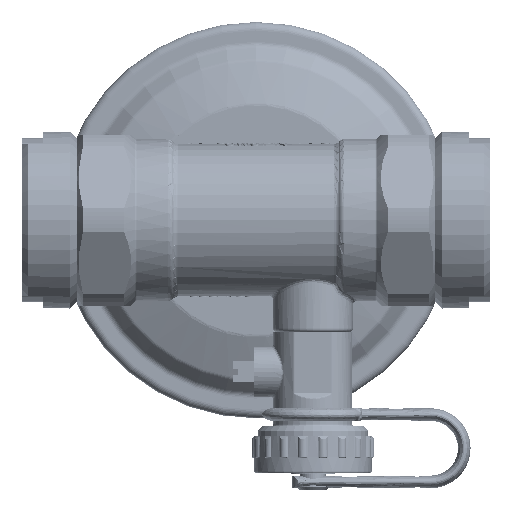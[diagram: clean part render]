
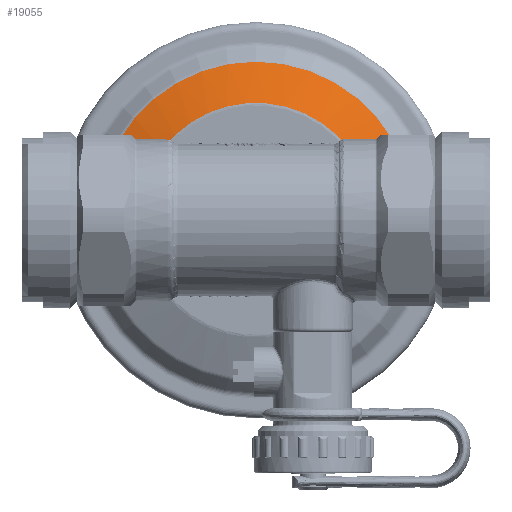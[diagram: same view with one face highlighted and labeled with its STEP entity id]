
A CAD part, front view. The second image highlights one B-rep face of the part: STEP entity #19055.
In plain terms, the highlighted conical face has half-angle 70 degrees and reference radius 32.709 mm.
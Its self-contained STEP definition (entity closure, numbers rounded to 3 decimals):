
#533=CARTESIAN_POINT('',(36.676,22.97,0.));
#535=DIRECTION('',(0.94,-0.342,0.));
#536=VECTOR('',#535,0.968);
#537=CARTESIAN_POINT('',(-37.586,23.301,
0.));
#538=LINE('',#537,#536);
#637=CARTESIAN_POINT('',(36.676,22.97,0.));
#638=CARTESIAN_POINT('',(36.676,22.97,0.312));
#639=CARTESIAN_POINT('',(36.632,22.957,0.952));
#640=CARTESIAN_POINT('',(36.419,22.893,1.936));
#641=CARTESIAN_POINT('',(36.168,22.819,2.615));
#642=CARTESIAN_POINT('',(36.014,22.773,2.956));
#644=CARTESIAN_POINT('',(36.014,22.773,2.956));
#645=CARTESIAN_POINT('',(35.95,22.751,2.994));
#646=CARTESIAN_POINT('',(35.083,22.452,3.509));
#647=CARTESIAN_POINT('',(33.409,21.885,4.486));
#648=CARTESIAN_POINT('',(31.24,21.175,5.707));
#649=CARTESIAN_POINT('',(29.872,20.743,6.45));
#650=CARTESIAN_POINT('',(29.321,20.572,6.744));
#652=CARTESIAN_POINT('',(-29.321,20.572,6.744));
#653=CARTESIAN_POINT('',(-29.545,20.641,6.625));
#654=CARTESIAN_POINT('',(-30.713,21.007,5.996));
#655=CARTESIAN_POINT('',(-32.747,21.664,4.866));
#656=CARTESIAN_POINT('',(-34.744,22.336,3.708));
#657=CARTESIAN_POINT('',(-35.808,22.702,3.078));
#658=CARTESIAN_POINT('',(-36.014,22.773,2.956));
#660=CARTESIAN_POINT('',(-36.014,22.773,2.956));
#661=CARTESIAN_POINT('',(-36.163,22.817,2.626));
#662=CARTESIAN_POINT('',(-36.411,22.891,1.964));
#663=CARTESIAN_POINT('',(-36.635,22.958,0.937));
#664=CARTESIAN_POINT('',(-36.676,22.97,0.306));
#665=CARTESIAN_POINT('',(-36.676,22.97,0.));
#667=DIRECTION('',(-0.94,-0.342,0.));
#668=VECTOR('',#667,0.968);
#669=CARTESIAN_POINT('',(37.586,23.301,0.));
#670=LINE('',#669,#668);
#962=CARTESIAN_POINT('',(26.491,19.751,8.534));
#963=CARTESIAN_POINT('',(26.865,19.867,8.418));
#964=CARTESIAN_POINT('',(27.576,20.083,8.123));
#965=CARTESIAN_POINT('',(28.517,20.354,7.523));
#966=CARTESIAN_POINT('',(29.068,20.504,7.02));
#967=CARTESIAN_POINT('',(29.321,20.572,6.744));
#2714=CARTESIAN_POINT('',(-29.321,20.572,6.744));
#2715=CARTESIAN_POINT('',(-29.083,20.508,7.004));
#2716=CARTESIAN_POINT('',(-28.559,20.365,7.492));
#2717=CARTESIAN_POINT('',(-27.597,20.089,8.113));
#2718=CARTESIAN_POINT('',(-26.875,19.87,8.415));
#2719=CARTESIAN_POINT('',(-26.491,19.751,8.534));
#2756=CARTESIAN_POINT('',(0.,19.751,0.));
#2757=DIRECTION('',(0.,1.,0.));
#2758=DIRECTION('',(-0.952,0.,0.307));
#2759=AXIS2_PLACEMENT_3D('',#2756,#2757,#2758);
#5801=CARTESIAN_POINT('',(0.,23.301,0.));
#5802=DIRECTION('',(0.,-1.,0.));
#5803=DIRECTION('',(1.,0.,0.));
#5804=AXIS2_PLACEMENT_3D('',#5801,#5802,#5803);
#5806=CARTESIAN_POINT('',(0.,23.301,0.));
#5807=DIRECTION('',(0.,-1.,0.));
#5808=DIRECTION('',(1.,0.,0.005));
#5809=AXIS2_PLACEMENT_3D('',#5806,#5807,#5808);
#14581=VERTEX_POINT('',#533);
#14582=CARTESIAN_POINT('',(37.586,23.301,
0.));
#14583=VERTEX_POINT('',#14582);
#14586=CARTESIAN_POINT('',(-37.586,23.301,
0.));
#14587=VERTEX_POINT('',#14586);
#14588=CARTESIAN_POINT('',(-36.676,22.97,
0.));
#14589=VERTEX_POINT('',#14588);
#15762=VERTEX_POINT('',#962);
#15763=VERTEX_POINT('',#967);
#15766=VERTEX_POINT('',#642);
#15767=CARTESIAN_POINT('',(-26.491,19.751,
8.534));
#15768=VERTEX_POINT('',#15767);
#15769=VERTEX_POINT('',#2714);
#15770=VERTEX_POINT('',#658);
#15771=CARTESIAN_POINT('',(37.585,23.301,
0.204));
#15772=VERTEX_POINT('',#15771);
#19030=CARTESIAN_POINT('',(0.,21.526,0.));
#19031=DIRECTION('',(0.,1.,0.));
#19032=DIRECTION('',(1.,0.,0.));
#19033=AXIS2_PLACEMENT_3D('',#19030,#19031,#19032);
#19034=CONICAL_SURFACE('',#19033,32.709,70.);
#19035=ORIENTED_EDGE('',*,*,#19019,.T.);
#19037=ORIENTED_EDGE('',*,*,#19036,.T.);
#19039=ORIENTED_EDGE('',*,*,#19038,.F.);
#19041=ORIENTED_EDGE('',*,*,#19040,.F.);
#19043=ORIENTED_EDGE('',*,*,#19042,.F.);
#19045=ORIENTED_EDGE('',*,*,#19044,.T.);
#19046=ORIENTED_EDGE('',*,*,#18473,.T.);
#19047=ORIENTED_EDGE('',*,*,#18622,.F.);
#19049=ORIENTED_EDGE('',*,*,#19048,.F.);
#19051=ORIENTED_EDGE('',*,*,#19050,.F.);
#19052=ORIENTED_EDGE('',*,*,#18616,.T.);
#19053=EDGE_LOOP('',(#19035,#19037,#19039,#19041,#19043,#19045,#19046,#19047,
#19049,#19051,#19052));
#19054=FACE_OUTER_BOUND('',#19053,.F.);
#19055=ADVANCED_FACE('',(#19054),#19034,.T.);
#643=B_SPLINE_CURVE_WITH_KNOTS('',3,(#637,#638,#639,#640,#641,#642),
.UNSPECIFIED.,.F.,.F.,(4,1,1,4),(0.,0.333,0.667,1.),
.UNSPECIFIED.);
#651=B_SPLINE_CURVE_WITH_KNOTS('',3,(#644,#645,#646,#647,#648,#649,#650),
.UNSPECIFIED.,.F.,.F.,(4,1,1,1,4),(0.,0.029,0.394,
0.757,1.),.UNSPECIFIED.);
#659=B_SPLINE_CURVE_WITH_KNOTS('',3,(#652,#653,#654,#655,#656,#657,#658),
.UNSPECIFIED.,.F.,.F.,(4,1,1,1,4),(0.,0.098,0.516,
0.906,1.),.UNSPECIFIED.);
#666=B_SPLINE_CURVE_WITH_KNOTS('',3,(#660,#661,#662,#663,#664,#665),
.UNSPECIFIED.,.F.,.F.,(4,1,1,4),(0.,0.333,0.667,1.),
.UNSPECIFIED.);
#968=B_SPLINE_CURVE_WITH_KNOTS('',3,(#962,#963,#964,#965,#966,#967),
.UNSPECIFIED.,.F.,.F.,(4,1,1,4),(0.,0.333,0.667,1.),
.UNSPECIFIED.);
#2720=B_SPLINE_CURVE_WITH_KNOTS('',3,(#2714,#2715,#2716,#2717,#2718,#2719),
.UNSPECIFIED.,.F.,.F.,(4,1,1,4),(0.,0.333,0.667,1.),
.UNSPECIFIED.);
#2760=CIRCLE('',#2759,27.831);
#5805=CIRCLE('',#5804,37.586);
#5810=CIRCLE('',#5809,37.586);
#18473=EDGE_CURVE('',#15770,#14589,#666,.T.);
#18616=EDGE_CURVE('',#14583,#14581,#670,.T.);
#18622=EDGE_CURVE('',#14587,#14589,#538,.T.);
#19019=EDGE_CURVE('',#14581,#15766,#643,.T.);
#19036=EDGE_CURVE('',#15766,#15763,#651,.T.);
#19038=EDGE_CURVE('',#15762,#15763,#968,.T.);
#19040=EDGE_CURVE('',#15768,#15762,#2760,.T.);
#19042=EDGE_CURVE('',#15769,#15768,#2720,.T.);
#19044=EDGE_CURVE('',#15769,#15770,#659,.T.);
#19048=EDGE_CURVE('',#15772,#14587,#5810,.T.);
#19050=EDGE_CURVE('',#14583,#15772,#5805,.T.);
